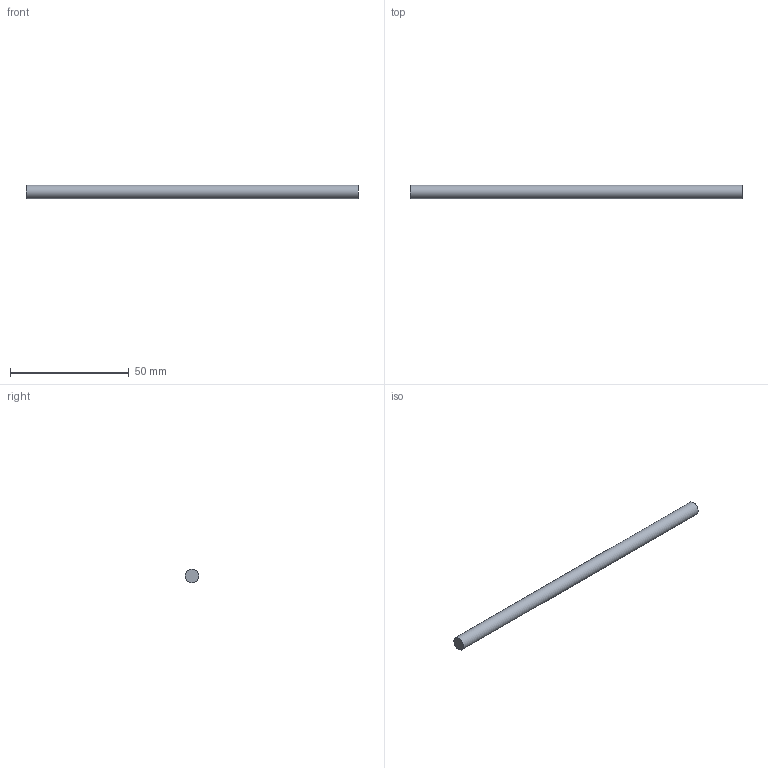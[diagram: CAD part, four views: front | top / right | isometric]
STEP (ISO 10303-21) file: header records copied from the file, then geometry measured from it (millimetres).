
FILE_DESCRIPTION(/* description */ (''),/* implementation_level */ '2;1');
FILE_NAME(/* name */ 'BB20039710007_--.step',/* time_stamp */ '2023-05-05T13:08:44+02:00',/* author */ (''),/* organization */ (''),/* preprocessor_version */ 'ST-DEVELOPER v18.102',/* originating_system */ 'SIEMENS PLM Software NX 2023',/* authorisation */ '');
FILE_SCHEMA (('AUTOMOTIVE_DESIGN { 1 0 10303 214 3 1 1 1 }'));
Length unit declared in the file: millimetre
Products named in the file (1): BB20039710007_--_EJE ROSCADO
Bounding box: 140 x 5.79 x 5.79 mm (x, y, z)
Volume: 3692.5 mm3; surface area: 2601.5 mm2
Topology: 1 solids, 1 shells, 3 faces, 4 edges, 3 vertices
Faces by surface type: plane 2, cylinder 1
Full cylindrical faces by diameter (mm): 5.795 x1
Entity records: 78 total; most frequent: DIRECTION 12, CARTESIAN_POINT 8, AXIS2_PLACEMENT_3D 6, EDGE_LOOP 4, ORIENTED_EDGE 4, ADVANCED_FACE 3, FACE_BOUND 2, PLANE 2
